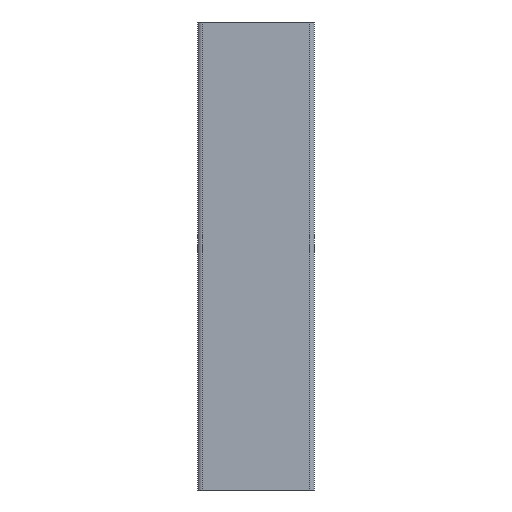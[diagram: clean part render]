
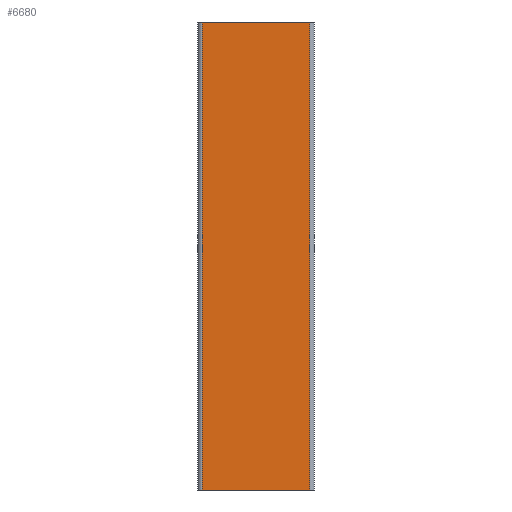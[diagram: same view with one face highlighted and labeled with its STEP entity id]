
A CAD part, front view. The second image highlights one B-rep face of the part: STEP entity #6680.
In plain terms, the highlighted planar face has unit normal (0, -1, 0).
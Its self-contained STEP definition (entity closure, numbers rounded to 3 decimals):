
#4570=CARTESIAN_POINT('',(-12.141,-35.663,300.));
#4580=VERTEX_POINT('',#4570);
#4610=CARTESIAN_POINT('',(0.,-35.663,300.));
#4620=DIRECTION('',(1.,0.,0.));
#4630=VECTOR('',#4620,1.);
#4640=LINE('',#4610,#4630);
#4650=CARTESIAN_POINT('',(10.859,-35.663,300.));
#4660=VERTEX_POINT('',#4650);
#4670=EDGE_CURVE('',#4580,#4660,#4640,.T.);
#5690=CARTESIAN_POINT('',(-12.141,-35.663,400.));
#5700=VERTEX_POINT('',#5690);
#5730=CARTESIAN_POINT('',(-12.141,-35.663,0.));
#5740=DIRECTION('',(0.,0.,-1.));
#5750=VECTOR('',#5740,1.);
#5760=LINE('',#5730,#5750);
#5770=EDGE_CURVE('',#5700,#4580,#5760,.T.);
#6450=CARTESIAN_POINT('',(11.859,-35.663,0.));
#6460=DIRECTION('',(-0.,-1.,-0.));
#6470=DIRECTION('',(-1.,0.,0.));
#6480=AXIS2_PLACEMENT_3D('',#6450,#6460,#6470);
#6490=PLANE('',#6480);
#6500=CARTESIAN_POINT('',(0.,-35.663,400.));
#6510=DIRECTION('',(1.,0.,0.));
#6520=VECTOR('',#6510,1.);
#6530=LINE('',#6500,#6520);
#6540=CARTESIAN_POINT('',(10.859,-35.663,400.));
#6550=VERTEX_POINT('',#6540);
#6560=EDGE_CURVE('',#5700,#6550,#6530,.T.);
#6570=ORIENTED_EDGE('',*,*,#6560,.F.);
#6580=CARTESIAN_POINT('',(10.859,-35.663,0.));
#6590=DIRECTION('',(0.,0.,-1.));
#6600=VECTOR('',#6590,1.);
#6610=LINE('',#6580,#6600);
#6620=EDGE_CURVE('',#6550,#4660,#6610,.T.);
#6630=ORIENTED_EDGE('',*,*,#6620,.F.);
#6640=ORIENTED_EDGE('',*,*,#4670,.T.);
#6650=ORIENTED_EDGE('',*,*,#5770,.T.);
#6660=EDGE_LOOP('',(#6650,#6640,#6630,#6570));
#6670=FACE_OUTER_BOUND('',#6660,.T.);
#6680=ADVANCED_FACE('',(#6670),#6490,.T.);
